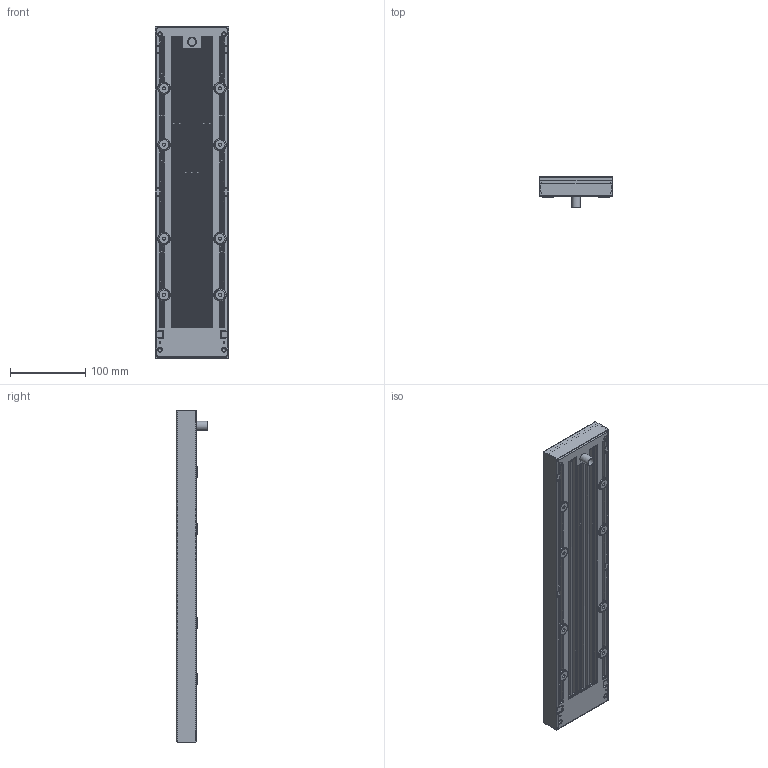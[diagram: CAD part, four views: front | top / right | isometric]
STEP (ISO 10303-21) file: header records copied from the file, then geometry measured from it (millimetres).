
FILE_DESCRIPTION((''),'2;1');
FILE_NAME('Modlight XTREME 440.stp','2013-07-17T16:13:50',('Rumpel'),(''),'Autodesk Inventor 2011','Autodesk Inventor 2011','');
FILE_SCHEMA(('AUTOMOTIVE_DESIGN { 1 0 10303 214 1 1 1 1 }'));
Length unit declared in the file: millimetre
Products named in the file (1): Modlight XTREME 440
Bounding box: 98 x 41.5 x 442 mm (x, y, z)
Volume: 692972.8 mm3; surface area: 248676.4 mm2
Topology: 1 solids, 1 shells, 656 faces, 1516 edges, 838 vertices
Faces by surface type: bspline 242, cylinder 213, plane 129, sphere 24, torus 24, cone 24
Full cylindrical faces by diameter (mm): 2.25 x18, 4.134 x8, 4.917 x4, 10.376 x1, 12 x1
Entity records: 23812 total; most frequent: CARTESIAN_POINT 10144, DIRECTION 2810, ORIENTED_EDGE 2800, EDGE_CURVE 1400, AXIS2_PLACEMENT_3D 1209, VERTEX_POINT 824, EDGE_LOOP 742, FACE_OUTER_BOUND 656
